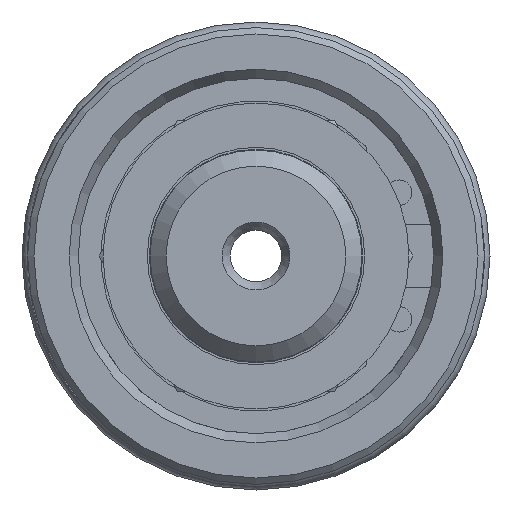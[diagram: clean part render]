
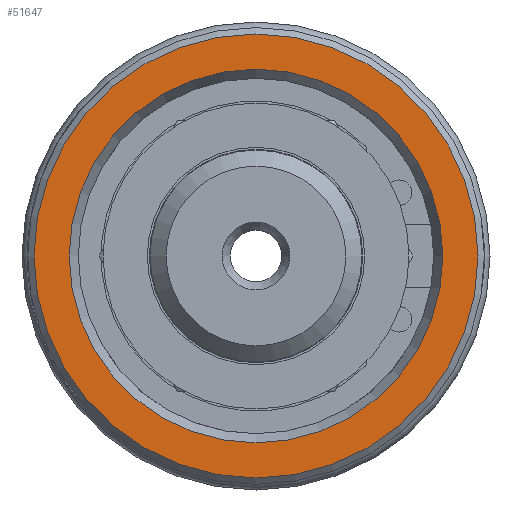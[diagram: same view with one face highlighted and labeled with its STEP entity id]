
A CAD part, left-side view. The second image highlights one B-rep face of the part: STEP entity #51647.
In plain terms, the highlighted planar face has unit normal (-1, 0, 0).
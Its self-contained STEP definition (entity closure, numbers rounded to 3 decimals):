
#51613=CARTESIAN_POINT('',(0.0,13.785,0.));
#51614=VERTEX_POINT('',#51613);
#51615=CARTESIAN_POINT('',(0.0,0.0,0.0));
#51616=DIRECTION('',(1.0,0.0,0.0));
#51617=DIRECTION('',(0.0,-1.0,0.0));
#51618=AXIS2_PLACEMENT_3D('',#51615,#51616,#51617);
#51619=CIRCLE('',#51618,13.785);
#51620=EDGE_CURVE('',#51614,#51614,#51619,.T.);
#51628=CARTESIAN_POINT('',(0.0,7.092,0.0));
#51629=DIRECTION('',(-1.0,0.0,0.0));
#51630=DIRECTION('',(0.0,0.0,1.0));
#51631=AXIS2_PLACEMENT_3D('',#51628,#51629,#51630);
#51632=PLANE('',#51631);
#51633=ORIENTED_EDGE('',*,*,#51620,.F.);
#51634=EDGE_LOOP('',(#51633));
#51635=FACE_OUTER_BOUND('',#51634,.T.);
#51636=CARTESIAN_POINT('',(0.0,11.6,0.0));
#51637=VERTEX_POINT('',#51636);
#51638=CARTESIAN_POINT('',(0.0,0.0,0.0));
#51639=DIRECTION('',(1.0,0.0,0.0));
#51640=DIRECTION('',(0.0,1.0,0.0));
#51641=AXIS2_PLACEMENT_3D('',#51638,#51639,#51640);
#51642=CIRCLE('',#51641,11.6);
#51643=EDGE_CURVE('',#51637,#51637,#51642,.T.);
#51644=ORIENTED_EDGE('',*,*,#51643,.T.);
#51645=EDGE_LOOP('',(#51644));
#51646=FACE_BOUND('',#51645,.T.);
#51647=ADVANCED_FACE('',(#51635,#51646),#51632,.T.);
